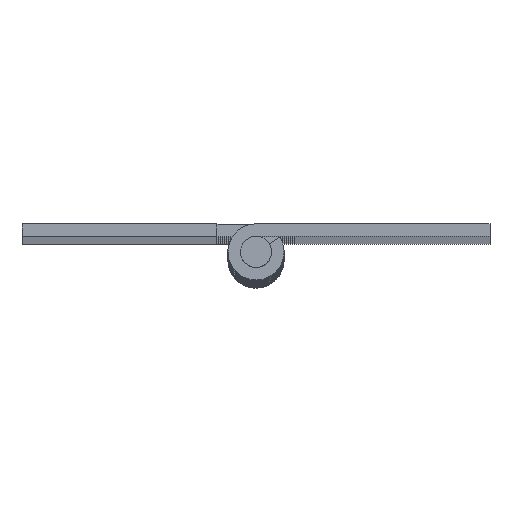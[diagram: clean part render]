
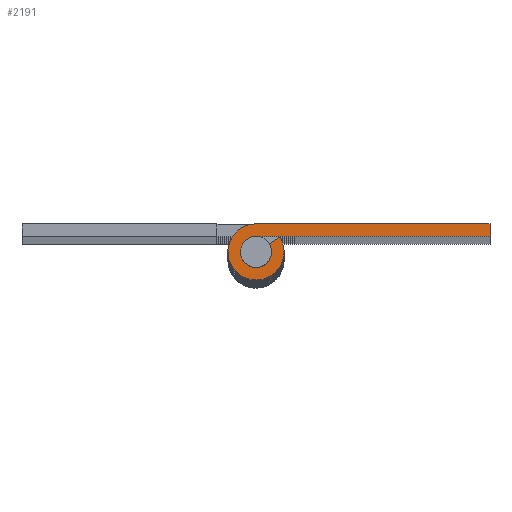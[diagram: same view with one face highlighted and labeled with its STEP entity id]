
A CAD part, top view. The second image highlights one B-rep face of the part: STEP entity #2191.
In plain terms, the highlighted free-form (B-spline) face has degree [1, 1] with [2, 2] control points.
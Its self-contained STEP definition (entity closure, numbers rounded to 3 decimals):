
#2114=CARTESIAN_POINT('',(-2.614,1.98,300.));
#2115=CARTESIAN_POINT('',(15.838,1.98,300.));
#2116=CARTESIAN_POINT('',(-2.614,-1.979,300.));
#2117=CARTESIAN_POINT('',(15.838,-1.979,300.));
#2118=B_SPLINE_SURFACE_WITH_KNOTS('',1,1,((#2114,#2116),(#2115,#2117)),.UNSPECIFIED.,.F.,.F.,.U.,(2,2),(2,2),(0.0,18.452),(0.0,3.959),.UNSPECIFIED.);
#2119=CARTESIAN_POINT('',(15.0,1.8,300.));
#2120=VERTEX_POINT('',#2119);
#2121=CARTESIAN_POINT('',(-0.007,1.8,300.));
#2122=VERTEX_POINT('',#2121);
#2123=CARTESIAN_POINT('',(15.0,1.8,300.));
#2124=CARTESIAN_POINT('',(-0.007,1.8,300.));
#2125=QUASI_UNIFORM_CURVE('',1,(#2123,#2124),.UNSPECIFIED.,.F.,.U.);
#2126=EDGE_CURVE('',#2120,#2122,#2125,.T.);
#2127=ORIENTED_EDGE('',*,*,#2126,.T.);
#2128=CARTESIAN_POINT('',(1.529,0.95,300.));
#2129=VERTEX_POINT('',#2128);
#2130=CARTESIAN_POINT('',(-0.007,1.8,300.));
#2131=CARTESIAN_POINT('',(-1.398,1.795,300.));
#2132=CARTESIAN_POINT('',(-1.744,0.447,300.));
#2133=CARTESIAN_POINT('',(-2.089,-0.901,300.));
#2134=CARTESIAN_POINT('',(-0.872,-1.575,300.));
#2135=CARTESIAN_POINT('',(0.346,-2.249,300.));
#2136=CARTESIAN_POINT('',(1.304,-1.24,300.));
#2137=CARTESIAN_POINT('',(2.263,-0.232,300.));
#2138=CARTESIAN_POINT('',(1.529,0.95,300.));
#2146=(BOUNDED_CURVE()B_SPLINE_CURVE(2,(#2130,#2131,#2132,#2133,#2134,#2135,#2136,#2137,#2138),.UNSPECIFIED.,.F.,.U.)B_SPLINE_CURVE_WITH_KNOTS((3,2,2,2,3),(0.0,0.25,0.5,0.75,1.0),.UNSPECIFIED.)CURVE()GEOMETRIC_REPRESENTATION_ITEM()RATIONAL_B_SPLINE_CURVE((1.0,0.791,1.0,0.791,1.0,0.791,1.0,0.791,1.0))REPRESENTATION_ITEM(''));
#2147=EDGE_CURVE('',#2122,#2129,#2146,.T.);
#2148=ORIENTED_EDGE('',*,*,#2147,.T.);
#2149=CARTESIAN_POINT('',(0.849,0.528,300.));
#2150=VERTEX_POINT('',#2149);
#2151=CARTESIAN_POINT('',(1.529,0.95,300.));
#2152=CARTESIAN_POINT('',(0.849,0.528,300.));
#2153=QUASI_UNIFORM_CURVE('',1,(#2151,#2152),.UNSPECIFIED.,.F.,.U.);
#2154=EDGE_CURVE('',#2129,#2150,#2153,.T.);
#2155=ORIENTED_EDGE('',*,*,#2154,.T.);
#2156=CARTESIAN_POINT('',(0.,1.0,300.));
#2157=VERTEX_POINT('',#2156);
#2158=CARTESIAN_POINT('',(0.0,1.0,300.));
#2159=CARTESIAN_POINT('',(-0.774,1.0,300.));
#2160=CARTESIAN_POINT('',(-0.968,0.251,300.));
#2161=CARTESIAN_POINT('',(-1.162,-0.498,300.));
#2162=CARTESIAN_POINT('',(-0.486,-0.874,300.));
#2163=CARTESIAN_POINT('',(0.19,-1.25,300.));
#2164=CARTESIAN_POINT('',(0.724,-0.69,300.));
#2165=CARTESIAN_POINT('',(1.258,-0.129,300.));
#2166=CARTESIAN_POINT('',(0.849,0.528,300.));
#2174=(BOUNDED_CURVE()B_SPLINE_CURVE(2,(#2158,#2159,#2160,#2161,#2162,#2163,#2164,#2165,#2166),.UNSPECIFIED.,.F.,.U.)B_SPLINE_CURVE_WITH_KNOTS((3,2,2,2,3),(0.0,0.25,0.5,0.75,1.0),.UNSPECIFIED.)CURVE()GEOMETRIC_REPRESENTATION_ITEM()RATIONAL_B_SPLINE_CURVE((1.0,0.791,1.0,0.791,1.0,0.791,1.0,0.791,1.0))REPRESENTATION_ITEM(''));
#2175=EDGE_CURVE('',#2157,#2150,#2174,.T.);
#2176=ORIENTED_EDGE('',*,*,#2175,.F.);
#2177=CARTESIAN_POINT('',(15.0,1.0,300.));
#2178=VERTEX_POINT('',#2177);
#2179=CARTESIAN_POINT('',(0.,1.0,300.));
#2180=CARTESIAN_POINT('',(15.0,1.0,300.));
#2181=QUASI_UNIFORM_CURVE('',1,(#2179,#2180),.UNSPECIFIED.,.F.,.U.);
#2182=EDGE_CURVE('',#2157,#2178,#2181,.T.);
#2183=ORIENTED_EDGE('',*,*,#2182,.T.);
#2184=CARTESIAN_POINT('',(15.0,1.0,300.));
#2185=CARTESIAN_POINT('',(15.0,1.8,300.));
#2186=QUASI_UNIFORM_CURVE('',1,(#2184,#2185),.UNSPECIFIED.,.F.,.U.);
#2187=EDGE_CURVE('',#2178,#2120,#2186,.T.);
#2188=ORIENTED_EDGE('',*,*,#2187,.T.);
#2189=EDGE_LOOP('',(#2127,#2148,#2155,#2176,#2183,#2188));
#2190=FACE_OUTER_BOUND('',#2189,.T.);
#2191=ADVANCED_FACE('',(#2190),#2118,.F.);
